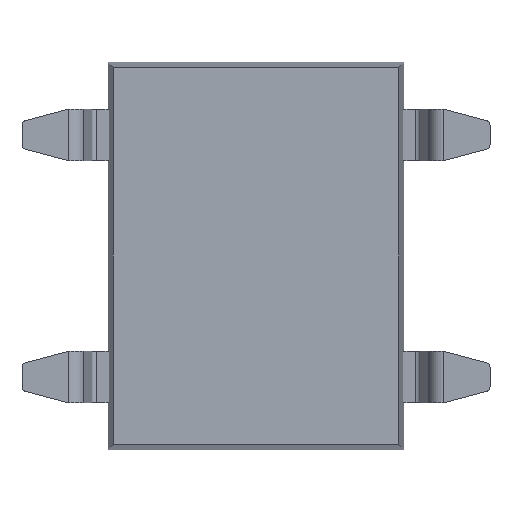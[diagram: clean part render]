
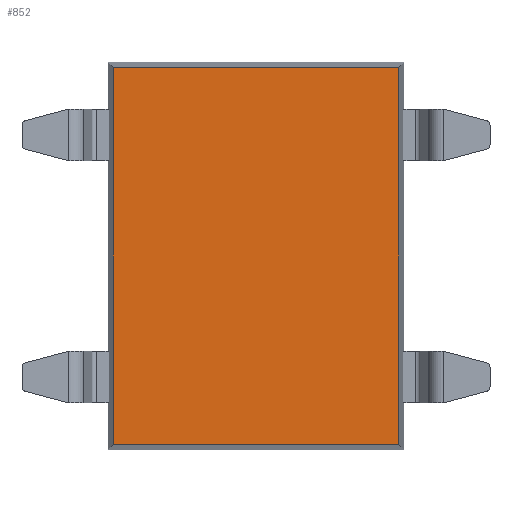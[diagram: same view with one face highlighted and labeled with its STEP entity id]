
A CAD part, front view. The second image highlights one B-rep face of the part: STEP entity #852.
In plain terms, the highlighted planar face has unit normal (0, -1, 0).
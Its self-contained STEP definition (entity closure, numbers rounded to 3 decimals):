
#140 = CARTESIAN_POINT ( 'NONE',  ( 3.061, 0.33, 4.046 ) ) ;
#372 = DIRECTION ( 'NONE',  ( 0., 0., 1. ) ) ;
#745 = LINE ( 'NONE', #5552, #4691 ) ;
#788 = CARTESIAN_POINT ( 'NONE',  ( 3.061, 0.33, -4.046 ) ) ;
#809 = DIRECTION ( 'NONE',  ( 0., 0., -1. ) ) ;
#852 = ADVANCED_FACE ( 'NONE', ( #1104 ), #5454, .F. ) ;
#861 = CARTESIAN_POINT ( 'NONE',  ( 0., 0.33, 0. ) ) ;
#1104 = FACE_OUTER_BOUND ( 'NONE', #3922, .T. ) ;
#1361 = LINE ( 'NONE', #5458, #1676 ) ;
#1676 = VECTOR ( 'NONE', #2833, 1000. ) ;
#1733 = ORIENTED_EDGE ( 'NONE', *, *, #5833, .T. ) ;
#1929 = ORIENTED_EDGE ( 'NONE', *, *, #4067, .T. ) ;
#2037 = VECTOR ( 'NONE', #5366, 1000. ) ;
#2103 = ORIENTED_EDGE ( 'NONE', *, *, #4257, .T. ) ;
#2131 = AXIS2_PLACEMENT_3D ( 'NONE', #861, #5386, #3931 ) ;
#2674 = ORIENTED_EDGE ( 'NONE', *, *, #5539, .T. ) ;
#2833 = DIRECTION ( 'NONE',  ( 1., 0., 0. ) ) ;
#3402 = LINE ( 'NONE', #3775, #2037 ) ;
#3490 = VERTEX_POINT ( 'NONE', #5615 ) ;
#3569 = VECTOR ( 'NONE', #809, 1000. ) ;
#3775 = CARTESIAN_POINT ( 'NONE',  ( -3.175, 0.33, 4.046 ) ) ;
#3829 = VERTEX_POINT ( 'NONE', #140 ) ;
#3836 = VERTEX_POINT ( 'NONE', #5628 ) ;
#3922 = EDGE_LOOP ( 'NONE', ( #2103, #1733, #1929, #2674 ) ) ;
#3931 = DIRECTION ( 'NONE',  ( 0., 0., 1. ) ) ;
#4067 = EDGE_CURVE ( 'NONE', #3490, #3836, #5733, .T. ) ;
#4150 = VERTEX_POINT ( 'NONE', #788 ) ;
#4257 = EDGE_CURVE ( 'NONE', #4150, #3829, #745, .T. ) ;
#4691 = VECTOR ( 'NONE', #372, 1000. ) ;
#5202 = CARTESIAN_POINT ( 'NONE',  ( -3.061, 0.33, 4.16 ) ) ;
#5366 = DIRECTION ( 'NONE',  ( -1., 0., 0. ) ) ;
#5386 = DIRECTION ( 'NONE',  ( 0., 1., 0. ) ) ;
#5454 = PLANE ( 'NONE',  #2131 ) ;
#5458 = CARTESIAN_POINT ( 'NONE',  ( -3.175, 0.33, -4.046 ) ) ;
#5539 = EDGE_CURVE ( 'NONE', #3836, #4150, #1361, .T. ) ;
#5552 = CARTESIAN_POINT ( 'NONE',  ( 3.061, 0.33, 4.16 ) ) ;
#5615 = CARTESIAN_POINT ( 'NONE',  ( -3.061, 0.33, 4.046 ) ) ;
#5628 = CARTESIAN_POINT ( 'NONE',  ( -3.061, 0.33, -4.046 ) ) ;
#5733 = LINE ( 'NONE', #5202, #3569 ) ;
#5833 = EDGE_CURVE ( 'NONE', #3829, #3490, #3402, .T. ) ;
